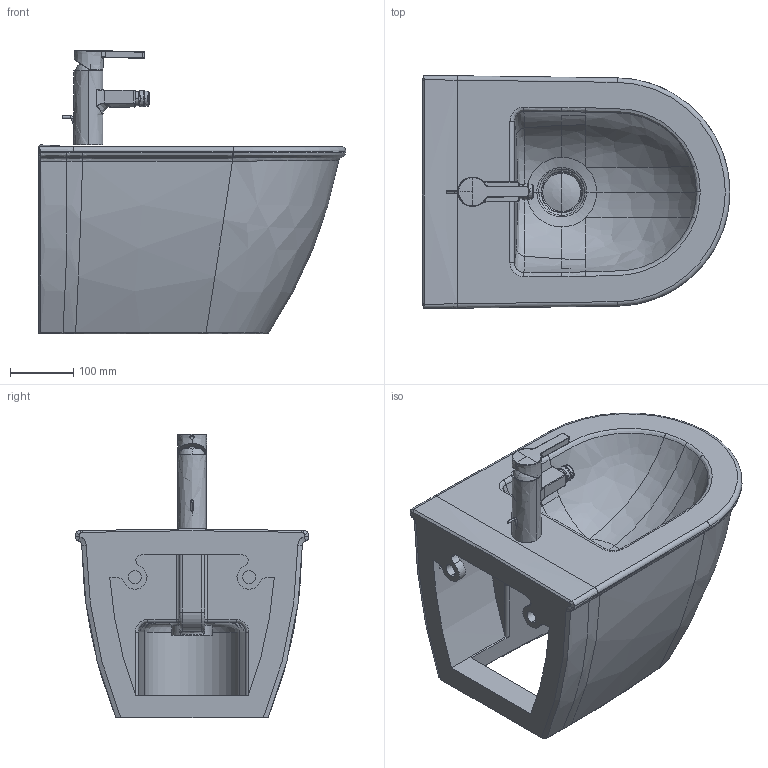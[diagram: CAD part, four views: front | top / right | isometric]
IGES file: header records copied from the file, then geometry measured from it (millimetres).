
Global section: file name: No Iges File Name specified; native system: Autodesk Inventor 2011; preprocessor: AutoDesk Inventor Iges Exporter R2011; author: Administrator; date: 20120923.174643; units: millimetre
Bounding box: 485 x 367.92 x 447.2 mm (x, y, z)
Volume: 19769478.2 mm3; surface area: 954100.7 mm2
Topology: 3 solids, 3 shells, 625 faces, 5845 edges, 5607 vertices
Faces by surface type: plane 302, revolution 150, bspline 122, cylinder 31, torus 18, cone 2
